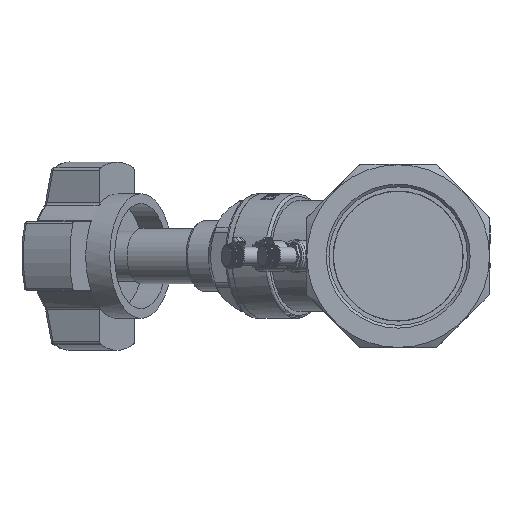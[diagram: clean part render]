
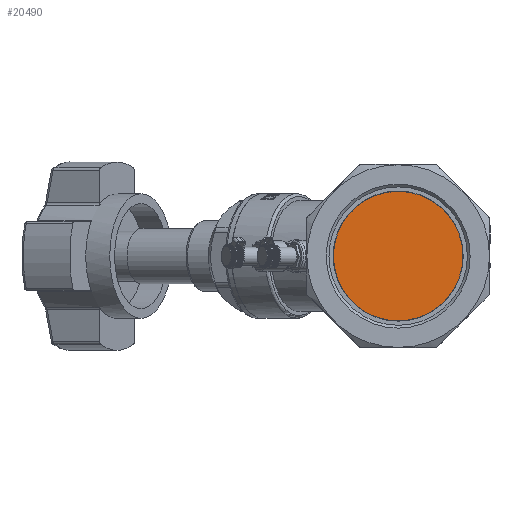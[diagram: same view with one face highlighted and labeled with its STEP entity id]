
A CAD part, left-side view. The second image highlights one B-rep face of the part: STEP entity #20490.
In plain terms, the highlighted planar face has unit normal (-1, 0, 0).
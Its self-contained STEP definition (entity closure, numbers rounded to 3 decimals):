
#1469=PLANE('',#21890);
#2519=FACE_OUTER_BOUND('',#3603,.T.);
#3603=EDGE_LOOP('',(#17507));
#7957=CIRCLE('',#21891,23.375);
#9628=VERTEX_POINT('',#33564);
#12313=EDGE_CURVE('',#9628,#9628,#7957,.T.);
#17507=ORIENTED_EDGE('',*,*,#12313,.F.);
#20490=ADVANCED_FACE('',(#2519),#1469,.T.);
#21890=AXIS2_PLACEMENT_3D('',#33563,#26073,#26074);
#21891=AXIS2_PLACEMENT_3D('',#33565,#26075,#26076);
#26073=DIRECTION('center_axis',(-1.,0.,0.));
#26074=DIRECTION('ref_axis',(0.,0.,1.));
#26075=DIRECTION('center_axis',(1.,0.,0.));
#26076=DIRECTION('ref_axis',(0.,0.,-1.));
#33563=CARTESIAN_POINT('Origin',(-97.875,0.,0.));
#33564=CARTESIAN_POINT('',(-97.875,0.,23.375));
#33565=CARTESIAN_POINT('Origin',(-97.875,0.,0.));
